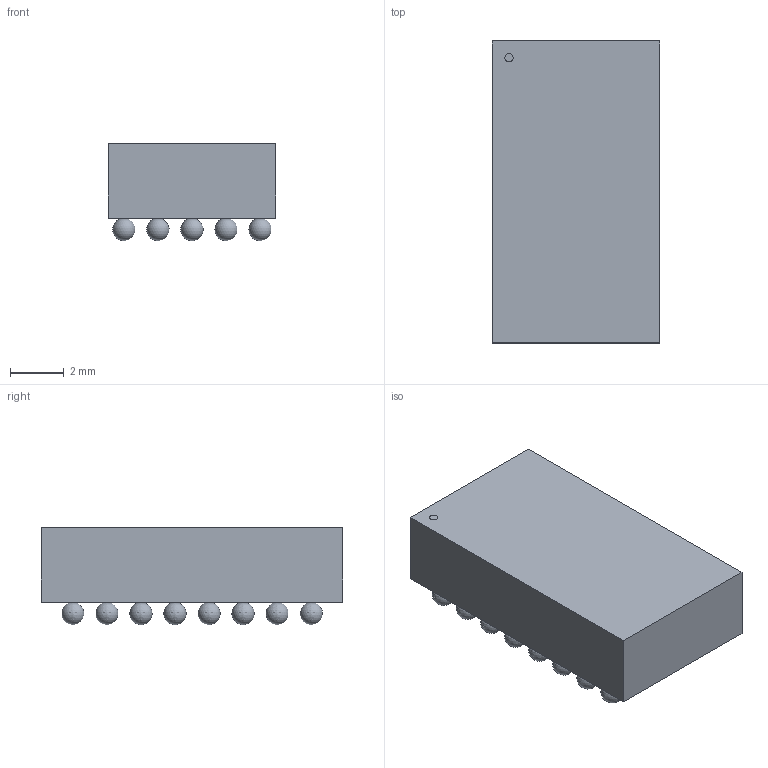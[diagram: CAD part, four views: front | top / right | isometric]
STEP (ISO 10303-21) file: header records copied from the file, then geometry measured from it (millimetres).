
FILE_DESCRIPTION(('STEP AP214'),'1');
FILE_NAME('BGA-35_11P25X6P25_LIT','2024-09-26T02:35:07',(''),(''),'','','');
FILE_SCHEMA(('AUTOMOTIVE_DESIGN'));
Length unit declared in the file: millimetre
Products named in the file (1): product
Bounding box: 6.25 x 11.25 x 3.64 mm (x, y, z)
Volume: 207.3 mm3; surface area: 315.8 mm2
Topology: 37 solids, 37 shells, 44 faces, 120 edges, 80 vertices
Faces by surface type: sphere 35, plane 8, cylinder 1
Full cylindrical faces by diameter (mm): 0.312 x1
Entity records: 688 total; most frequent: DIRECTION 108, CARTESIAN_POINT 58, AXIS2_PLACEMENT_3D 48, STYLED_ITEM 44, ADVANCED_FACE 44, MANIFOLD_SOLID_BREP 37, CLOSED_SHELL 37, SPHERICAL_SURFACE 35
